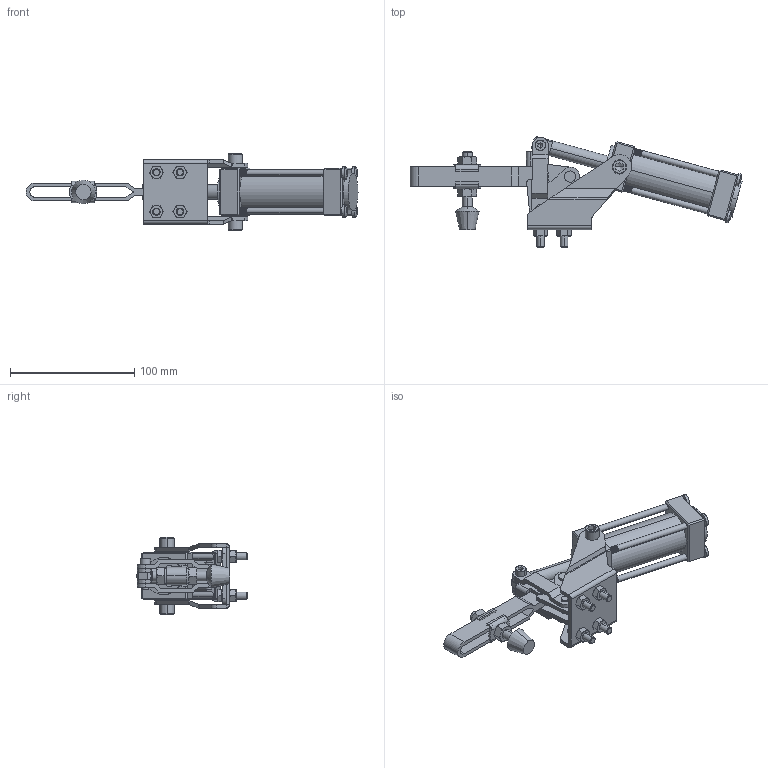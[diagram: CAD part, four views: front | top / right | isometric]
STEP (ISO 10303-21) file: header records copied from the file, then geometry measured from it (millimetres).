
FILE_DESCRIPTION (( 'STEP AP214' ), '1' );
FILE_NAME ('GH-12132-A(Â²¤Æ).STEP', '2020-07-23T07:50:24', ( 'LinWei' ), ( '' ), 'SwSTEP 2.0', 'SolidWorks 2016', '' );
FILE_SCHEMA (( 'AUTOMOTIVE_DESIGN' ));
Length unit declared in the file: millimetre
Products named in the file (8): Group4^GH-12132-A(簡化); Group2^GH-12132-A(簡化); Group1^GH-12132-A(簡化); GH-12132-A(簡化); 112132A08-1^GH-12132-A(簡化); 12130A-CYLINDER-1^GH-12132-A(簡化); 12130A氣缸-1^GH-12132-A(簡化); Group5^GH-12132-A(簡化)
Assembly tree (7 placements, depth 2):
  GH-12132-A(簡化)
    Group1^GH-12132-A(簡化)
    Group2^GH-12132-A(簡化)
    Group4^GH-12132-A(簡化)
    Group5^GH-12132-A(簡化)
    12130A氣缸-1^GH-12132-A(簡化)
    12130A-CYLINDER-1^GH-12132-A(簡化)
    112132A08-1^GH-12132-A(簡化)
Bounding box: 267.03 x 88.79 x 62 mm (x, y, z)
Volume: 157103.5 mm3; surface area: 87109.5 mm2
Topology: 7 solids, 7 shells, 1023 faces, 2485 edges, 1514 vertices
Faces by surface type: plane 444, cone 288, cylinder 273, bspline 8, sphere 8, torus 2
Entity records: 35170 total; most frequent: CARTESIAN_POINT 6802, DIRECTION 5291, ORIENTED_EDGE 4954, EDGE_CURVE 2477, AXIS2_PLACEMENT_3D 2079, VERTEX_POINT 1514, LINE 1133, VECTOR 1133
